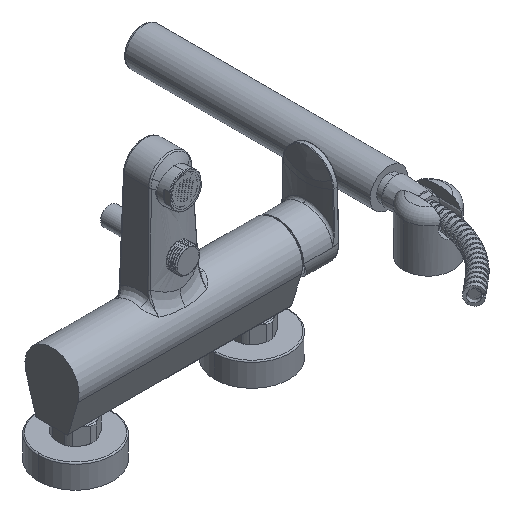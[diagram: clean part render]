
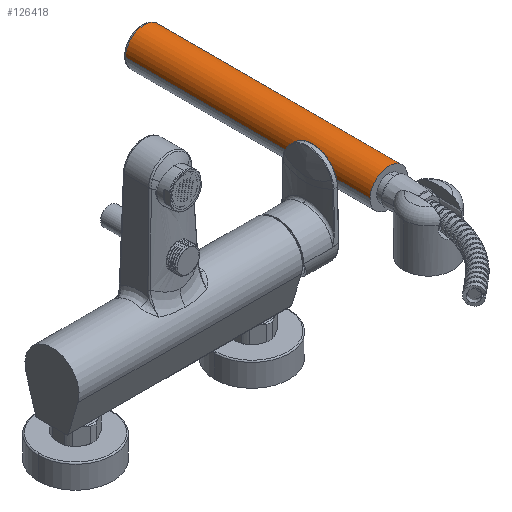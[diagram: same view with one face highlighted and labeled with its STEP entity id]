
A CAD part, isometric view. The second image highlights one B-rep face of the part: STEP entity #126418.
In plain terms, the highlighted cylindrical face has radius 16 mm (diameter 32 mm), a partial arc.
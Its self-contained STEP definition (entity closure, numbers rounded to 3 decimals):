
#115322=CARTESIAN_POINT('',(150.,33.5,-36.));
#115323=DIRECTION('',(0.,1.,0.));
#115324=DIRECTION('',(-1.,0.,0.));
#115325=AXIS2_PLACEMENT_3D('',#115322,#115323,#115324);
#115342=DIRECTION('',(0.,1.,0.));
#115343=VECTOR('',#115342,208.);
#115344=CARTESIAN_POINT('',(166.,33.5,-36.));
#115345=LINE('',#115344,#115343);
#115366=CARTESIAN_POINT('',(150.,241.5,-36.));
#115367=DIRECTION('',(0.,1.,0.));
#115368=DIRECTION('',(-1.,0.,0.));
#115369=AXIS2_PLACEMENT_3D('',#115366,#115367,#115368);
#115371=DIRECTION('',(0.,1.,0.));
#115372=VECTOR('',#115371,208.);
#115373=CARTESIAN_POINT('',(134.,33.5,-36.));
#115374=LINE('',#115373,#115372);
#117284=CARTESIAN_POINT('',(166.,33.5,-36.));
#117285=CARTESIAN_POINT('',(134.,33.5,-36.));
#117286=VERTEX_POINT('',#117284);
#117287=VERTEX_POINT('',#117285);
#117292=CARTESIAN_POINT('',(134.,241.5,-36.));
#117293=CARTESIAN_POINT('',(166.,241.5,-36.));
#117294=VERTEX_POINT('',#117292);
#117295=VERTEX_POINT('',#117293);
#126407=CARTESIAN_POINT('',(150.,33.5,-36.));
#126408=DIRECTION('',(0.,1.,0.));
#126409=DIRECTION('',(1.,0.,0.));
#126410=AXIS2_PLACEMENT_3D('',#126407,#126408,#126409);
#126411=CYLINDRICAL_SURFACE('',#126410,16.);
#126412=ORIENTED_EDGE('',*,*,#126394,.T.);
#126413=ORIENTED_EDGE('',*,*,#126335,.F.);
#126414=ORIENTED_EDGE('',*,*,#126309,.F.);
#126415=ORIENTED_EDGE('',*,*,#126332,.T.);
#126416=EDGE_LOOP('',(#126412,#126413,#126414,#126415));
#126417=FACE_OUTER_BOUND('',#126416,.F.);
#126418=ADVANCED_FACE('',(#126417),#126411,.T.);
#115326=CIRCLE('',#115325,16.);
#115370=CIRCLE('',#115369,16.);
#126309=EDGE_CURVE('',#117287,#117286,#115326,.T.);
#126332=EDGE_CURVE('',#117287,#117294,#115374,.T.);
#126335=EDGE_CURVE('',#117286,#117295,#115345,.T.);
#126394=EDGE_CURVE('',#117294,#117295,#115370,.T.);
